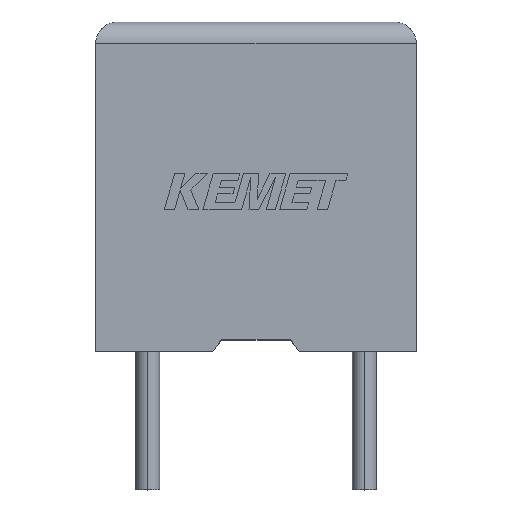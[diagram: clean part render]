
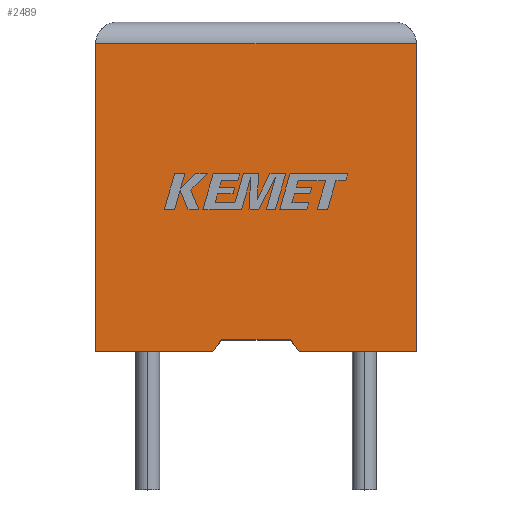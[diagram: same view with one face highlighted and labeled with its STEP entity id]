
A CAD part, top view. The second image highlights one B-rep face of the part: STEP entity #2489.
In plain terms, the highlighted planar face has unit normal (0, 0, 1).
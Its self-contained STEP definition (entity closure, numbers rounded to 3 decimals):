
#50 = VERTEX_POINT ( 'NONE', #2391 ) ;
#58 = DIRECTION ( 'NONE',  ( 0., 0., -1. ) ) ;
#73 = VECTOR ( 'NONE', #2927, 1000. ) ;
#90 = VECTOR ( 'NONE', #2460, 1000. ) ;
#115 = ORIENTED_EDGE ( 'NONE', *, *, #1792, .T. ) ;
#140 = VECTOR ( 'NONE', #1252, 1000. ) ;
#268 = LINE ( 'NONE', #2229, #459 ) ;
#271 = FACE_OUTER_BOUND ( 'NONE', #2624, .T. ) ;
#322 = LINE ( 'NONE', #710, #1425 ) ;
#445 = CARTESIAN_POINT ( 'NONE',  ( 7.4, 7.1, 3.6 ) ) ;
#459 = VECTOR ( 'NONE', #1746, 1000. ) ;
#461 = CARTESIAN_POINT ( 'NONE',  ( 4.7, 0., 3.6 ) ) ;
#463 = LINE ( 'NONE', #2960, #90 ) ;
#525 = PLANE ( 'NONE',  #790 ) ;
#526 = ORIENTED_EDGE ( 'NONE', *, *, #1083, .T. ) ;
#544 = VERTEX_POINT ( 'NONE', #2874 ) ;
#699 = VERTEX_POINT ( 'NONE', #1766 ) ;
#710 = CARTESIAN_POINT ( 'NONE',  ( 7.4, 0., 3.6 ) ) ;
#731 = LINE ( 'NONE', #1987, #73 ) ;
#761 = CARTESIAN_POINT ( 'NONE',  ( 0., 0., 3.6 ) ) ;
#767 = VECTOR ( 'NONE', #1637, 1000. ) ;
#782 = VECTOR ( 'NONE', #973, 1000. ) ;
#790 = AXIS2_PLACEMENT_3D ( 'NONE', #761, #58, #2138 ) ;
#844 = ORIENTED_EDGE ( 'NONE', *, *, #2178, .T. ) ;
#845 = EDGE_CURVE ( 'NONE', #1698, #2585, #2604, .T. ) ;
#922 = VERTEX_POINT ( 'NONE', #445 ) ;
#973 = DIRECTION ( 'NONE',  ( -1., 0., 0. ) ) ;
#1083 = EDGE_CURVE ( 'NONE', #922, #544, #1738, .T. ) ;
#1100 = LINE ( 'NONE', #461, #767 ) ;
#1104 = VERTEX_POINT ( 'NONE', #1461 ) ;
#1252 = DIRECTION ( 'NONE',  ( 0., -1., 0. ) ) ;
#1274 = EDGE_CURVE ( 'NONE', #50, #2265, #268, .T. ) ;
#1333 = DIRECTION ( 'NONE',  ( -0.617, -0.787, 0. ) ) ;
#1425 = VECTOR ( 'NONE', #2828, 1000. ) ;
#1461 = CARTESIAN_POINT ( 'NONE',  ( 4.495, 0.262, 3.6 ) ) ;
#1501 = EDGE_CURVE ( 'NONE', #1104, #50, #1100, .T. ) ;
#1637 = DIRECTION ( 'NONE',  ( 0.617, -0.787, 0. ) ) ;
#1668 = CARTESIAN_POINT ( 'NONE',  ( 0., 7.1, 3.6 ) ) ;
#1698 = VERTEX_POINT ( 'NONE', #2071 ) ;
#1707 = CARTESIAN_POINT ( 'NONE',  ( 2.7, 0., 3.6 ) ) ;
#1710 = ORIENTED_EDGE ( 'NONE', *, *, #1274, .T. ) ;
#1738 = LINE ( 'NONE', #1668, #782 ) ;
#1746 = DIRECTION ( 'NONE',  ( 1., 0., 0. ) ) ;
#1766 = CARTESIAN_POINT ( 'NONE',  ( 0., 0., 3.6 ) ) ;
#1772 = ORIENTED_EDGE ( 'NONE', *, *, #1947, .F. ) ;
#1790 = CARTESIAN_POINT ( 'NONE',  ( 7.4, 0., 3.6 ) ) ;
#1792 = EDGE_CURVE ( 'NONE', #544, #699, #1977, .T. ) ;
#1947 = EDGE_CURVE ( 'NONE', #1104, #1698, #731, .T. ) ;
#1977 = LINE ( 'NONE', #2147, #140 ) ;
#1987 = CARTESIAN_POINT ( 'NONE',  ( 3.7, 0.262, 3.6 ) ) ;
#2071 = CARTESIAN_POINT ( 'NONE',  ( 2.905, 0.262, 3.6 ) ) ;
#2138 = DIRECTION ( 'NONE',  ( -1., 0., 0. ) ) ;
#2147 = CARTESIAN_POINT ( 'NONE',  ( 0., 0., 3.6 ) ) ;
#2178 = EDGE_CURVE ( 'NONE', #2265, #922, #322, .T. ) ;
#2229 = CARTESIAN_POINT ( 'NONE',  ( 0., 0., 3.6 ) ) ;
#2265 = VERTEX_POINT ( 'NONE', #1790 ) ;
#2284 = CARTESIAN_POINT ( 'NONE',  ( 2.7, 0., 3.6 ) ) ;
#2359 = ORIENTED_EDGE ( 'NONE', *, *, #845, .F. ) ;
#2391 = CARTESIAN_POINT ( 'NONE',  ( 4.7, 0., 3.6 ) ) ;
#2460 = DIRECTION ( 'NONE',  ( 1., 0., 0. ) ) ;
#2489 = ADVANCED_FACE ( 'NONE', ( #271 ), #525, .F. ) ;
#2509 = ORIENTED_EDGE ( 'NONE', *, *, #1501, .T. ) ;
#2585 = VERTEX_POINT ( 'NONE', #1707 ) ;
#2604 = LINE ( 'NONE', #2284, #2931 ) ;
#2624 = EDGE_LOOP ( 'NONE', ( #844, #526, #115, #3022, #2359, #1772, #2509, #1710 ) ) ;
#2800 = EDGE_CURVE ( 'NONE', #699, #2585, #463, .T. ) ;
#2828 = DIRECTION ( 'NONE',  ( 0., 1., 0. ) ) ;
#2874 = CARTESIAN_POINT ( 'NONE',  ( 0., 7.1, 3.6 ) ) ;
#2927 = DIRECTION ( 'NONE',  ( -1., 0., 0. ) ) ;
#2931 = VECTOR ( 'NONE', #1333, 1000. ) ;
#2960 = CARTESIAN_POINT ( 'NONE',  ( 0., 0., 3.6 ) ) ;
#3022 = ORIENTED_EDGE ( 'NONE', *, *, #2800, .T. ) ;
